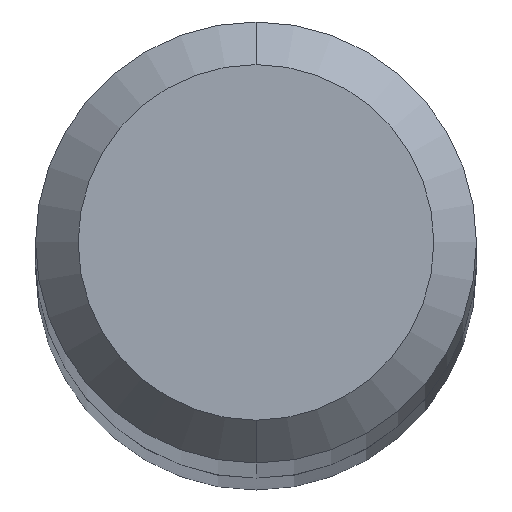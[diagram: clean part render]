
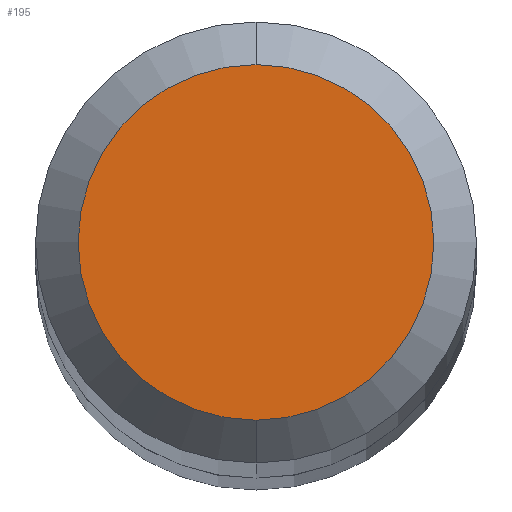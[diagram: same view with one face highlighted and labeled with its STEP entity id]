
A CAD part, top view. The second image highlights one B-rep face of the part: STEP entity #195.
In plain terms, the highlighted planar face has unit normal (0, 0, 1).
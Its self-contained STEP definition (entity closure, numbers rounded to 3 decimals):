
#195=ADVANCED_FACE('',(#473),#474,.T.);
#235=EDGE_CURVE('',#379,#309,#521,.T.);
#309=VERTEX_POINT('',#601);
#379=VERTEX_POINT('',#677);
#389=EDGE_CURVE('',#309,#379,#688,.T.);
#473=FACE_OUTER_BOUND('',#815,.T.);
#474=PLANE('',#816);
#521=CIRCLE('',#923,1.25);
#601=CARTESIAN_POINT('',(0.0,1.25,0.0));
#677=CARTESIAN_POINT('',(0.,-1.25,0.0));
#688=CIRCLE('',#1247,1.25);
#815=EDGE_LOOP('',(#1356,#1357));
#816=AXIS2_PLACEMENT_3D('',#1358,#1359,#1360);
#923=AXIS2_PLACEMENT_3D('',#1421,#1422,#1423);
#1247=AXIS2_PLACEMENT_3D('',#1595,#1596,#1597);
#1356=ORIENTED_EDGE('',*,*,#389,.F.);
#1357=ORIENTED_EDGE('',*,*,#235,.F.);
#1358=CARTESIAN_POINT('',(0.0,0.625,0.0));
#1359=DIRECTION('',(-0.0,0.0,1.0));
#1360=DIRECTION('',(0.0,-1.0,0.0));
#1421=CARTESIAN_POINT('',(0.0,0.0,0.0));
#1422=DIRECTION('',(0.0,0.0,-1.0));
#1423=DIRECTION('',(0.0,1.0,0.0));
#1595=CARTESIAN_POINT('',(0.0,0.0,0.0));
#1596=DIRECTION('',(0.0,0.0,-1.0));
#1597=DIRECTION('',(0.0,1.0,0.0));
